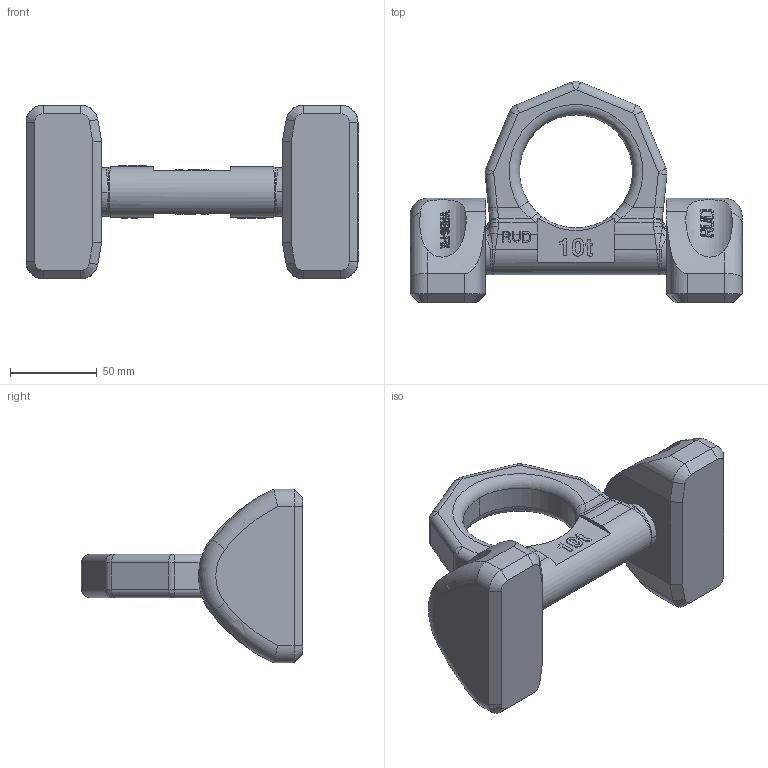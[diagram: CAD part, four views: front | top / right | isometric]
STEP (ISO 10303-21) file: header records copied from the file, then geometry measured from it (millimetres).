
FILE_DESCRIPTION((''),'2;1');
FILE_NAME('001-M33751-P1_ASM','2019-02-01T',('anja.joas'),(''),'PRO/ENGINEER BY PARAMETRIC TECHNOLOGY CORPORATION, 2011490','PRO/ENGINEER BY PARAMETRIC TECHNOLOGY CORPORATION, 2011490','');
FILE_SCHEMA(('CONFIG_CONTROL_DESIGN'));
Length unit declared in the file: millimetre
Products named in the file (3): 001-M33751-P3; 001-M35242-P-1; 001-M33751-P1_ASM
Assembly tree (3 placements, depth 2):
  001-M33751-P1_ASM
    001-M33751-P3  x2
    001-M35242-P-1
Bounding box: 191 x 127.4 x 100 mm (x, y, z)
Volume: 527299.3 mm3; surface area: 72981.4 mm2
Topology: 3 solids, 3 shells, 1002 faces, 2749 edges, 1795 vertices
Faces by surface type: plane 741, bspline 78, cylinder 75, torus 50, extrusion 50, cone 8
Entity records: 25955 total; most frequent: CARTESIAN_POINT 9004, ORIENTED_EDGE 3940, DIRECTION 2856, EDGE_CURVE 1970, VERTEX_POINT 1279, VECTOR 1036, LINE 986, AXIS2_PLACEMENT_3D 910
